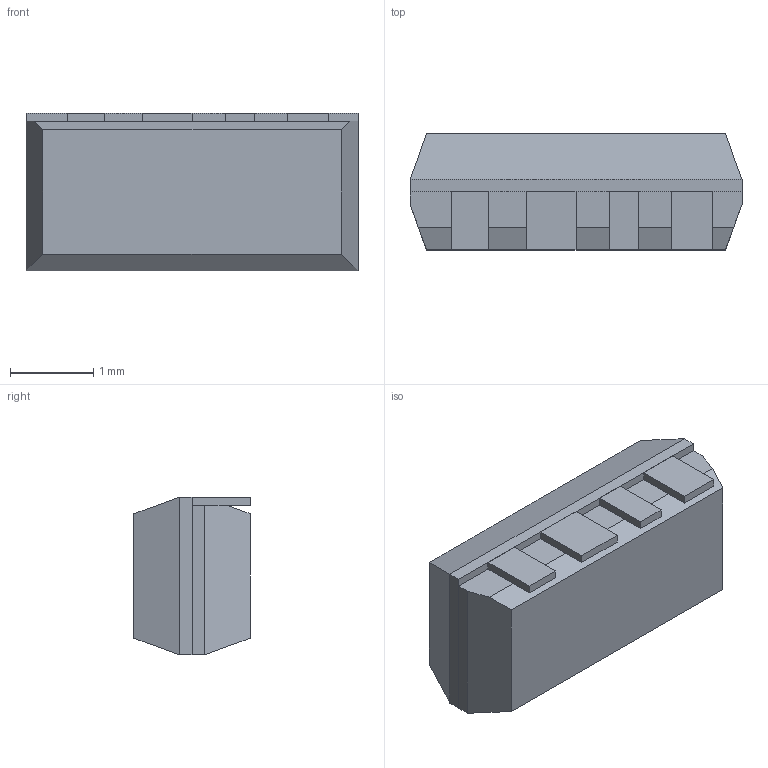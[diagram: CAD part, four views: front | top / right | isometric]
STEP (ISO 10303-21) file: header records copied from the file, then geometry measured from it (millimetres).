
FILE_DESCRIPTION(/* description */ (''),/* implementation_level */ '2;1');
FILE_NAME(/* name */ 'SK6805-4020 v0 v1.step',/* time_stamp */ '2019-03-15T21:39:11+07:00',/* author */ ('boy9x0'),/* organization */ (''),/* preprocessor_version */ 'ST-DEVELOPER v17.2',/* originating_system */ 'Autodesk Translation Framework v7.6.0.251',/* authorisation */ '');
FILE_SCHEMA (('AUTOMOTIVE_DESIGN { 1 0 10303 214 3 1 1 }'));
Length unit declared in the file: millimetre
Products named in the file (3): (Unsaved); top; Pin
Assembly tree (2 placements, depth 2):
  (Unsaved)
    top
    Pin
Bounding box: 4 x 1.4 x 1.9 mm (x, y, z)
Volume: 8.9 mm3; surface area: 45.7 mm2
Topology: 6 solids, 6 shells, 62 faces, 134 edges, 85 vertices
Faces by surface type: plane 62
Entity records: 1748 total; most frequent: CARTESIAN_POINT 287, DIRECTION 270, ORIENTED_EDGE 268, LINE 134, VECTOR 134, EDGE_CURVE 134, VERTEX_POINT 85, AXIS2_PLACEMENT_3D 68
